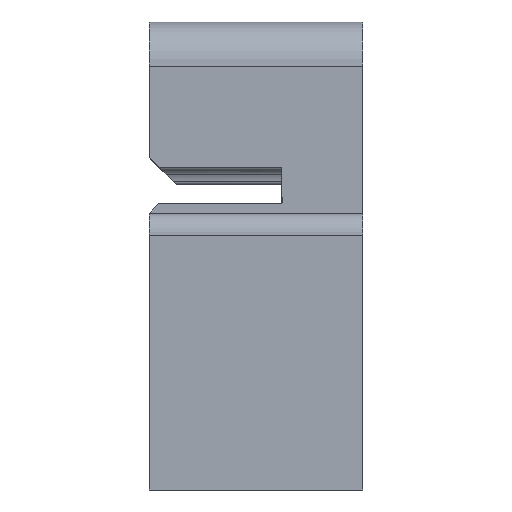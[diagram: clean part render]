
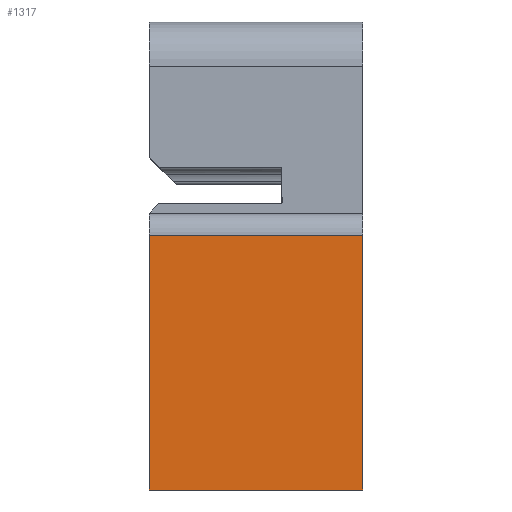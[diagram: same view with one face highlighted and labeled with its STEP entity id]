
A CAD part, left-side view. The second image highlights one B-rep face of the part: STEP entity #1317.
In plain terms, the highlighted planar face has unit normal (-1, 0, 0).
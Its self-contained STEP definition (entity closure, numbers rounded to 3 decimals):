
#41 = EDGE_CURVE ( 'NONE', #4898, #5426, #4245, .T. ) ;
#194 = EDGE_CURVE ( 'NONE', #2079, #6495, #3263, .T. ) ;
#195 = EDGE_LOOP ( 'NONE', ( #5161, #6408, #846, #4356 ) ) ;
#199 = AXIS2_PLACEMENT_3D ( 'NONE', #755, #1721, #3960 ) ;
#384 = CARTESIAN_POINT ( 'NONE',  ( -22.175, -9.65, -1.25 ) ) ;
#534 = CARTESIAN_POINT ( 'NONE',  ( -22.175, 0., -1.25 ) ) ;
#755 = CARTESIAN_POINT ( 'NONE',  ( -22.175, -22.552, -1.25 ) ) ;
#817 = VECTOR ( 'NONE', #6894, 1000. ) ;
#846 = ORIENTED_EDGE ( 'NONE', *, *, #194, .F. ) ;
#1317 = ADVANCED_FACE ( 'NONE', ( #3343 ), #4508, .T. ) ;
#1721 = DIRECTION ( 'NONE',  ( -1., 0., 0. ) ) ;
#2027 = VECTOR ( 'NONE', #2724, 1000. ) ;
#2079 = VERTEX_POINT ( 'NONE', #5939 ) ;
#2233 = CARTESIAN_POINT ( 'NONE',  ( -22.175, -22.552, -13.755 ) ) ;
#2706 = LINE ( 'NONE', #2233, #3842 ) ;
#2724 = DIRECTION ( 'NONE',  ( 0., 0., 1. ) ) ;
#2744 = DIRECTION ( 'NONE',  ( 0., 1., 0. ) ) ;
#3185 = VECTOR ( 'NONE', #3627, 1000. ) ;
#3263 = LINE ( 'NONE', #534, #2027 ) ;
#3343 = FACE_OUTER_BOUND ( 'NONE', #195, .T. ) ;
#3627 = DIRECTION ( 'NONE',  ( 0., 0., -1. ) ) ;
#3641 = EDGE_CURVE ( 'NONE', #4898, #6495, #4744, .T. ) ;
#3842 = VECTOR ( 'NONE', #2744, 1000. ) ;
#3897 = CARTESIAN_POINT ( 'NONE',  ( -22.175, -9.65, -2.25 ) ) ;
#3960 = DIRECTION ( 'NONE',  ( 0., 0., 1. ) ) ;
#4168 = CARTESIAN_POINT ( 'NONE',  ( -22.175, -9.65, -13.755 ) ) ;
#4245 = LINE ( 'NONE', #384, #3185 ) ;
#4356 = ORIENTED_EDGE ( 'NONE', *, *, #6317, .F. ) ;
#4478 = CARTESIAN_POINT ( 'NONE',  ( -22.175, 0., -2.25 ) ) ;
#4508 = PLANE ( 'NONE',  #199 ) ;
#4744 = LINE ( 'NONE', #5747, #817 ) ;
#4898 = VERTEX_POINT ( 'NONE', #3897 ) ;
#5161 = ORIENTED_EDGE ( 'NONE', *, *, #41, .F. ) ;
#5426 = VERTEX_POINT ( 'NONE', #4168 ) ;
#5747 = CARTESIAN_POINT ( 'NONE',  ( -22.175, -22.552, -2.25 ) ) ;
#5939 = CARTESIAN_POINT ( 'NONE',  ( -22.175, 0., -13.755 ) ) ;
#6317 = EDGE_CURVE ( 'NONE', #5426, #2079, #2706, .T. ) ;
#6408 = ORIENTED_EDGE ( 'NONE', *, *, #3641, .T. ) ;
#6495 = VERTEX_POINT ( 'NONE', #4478 ) ;
#6894 = DIRECTION ( 'NONE',  ( 0., 1., 0. ) ) ;
